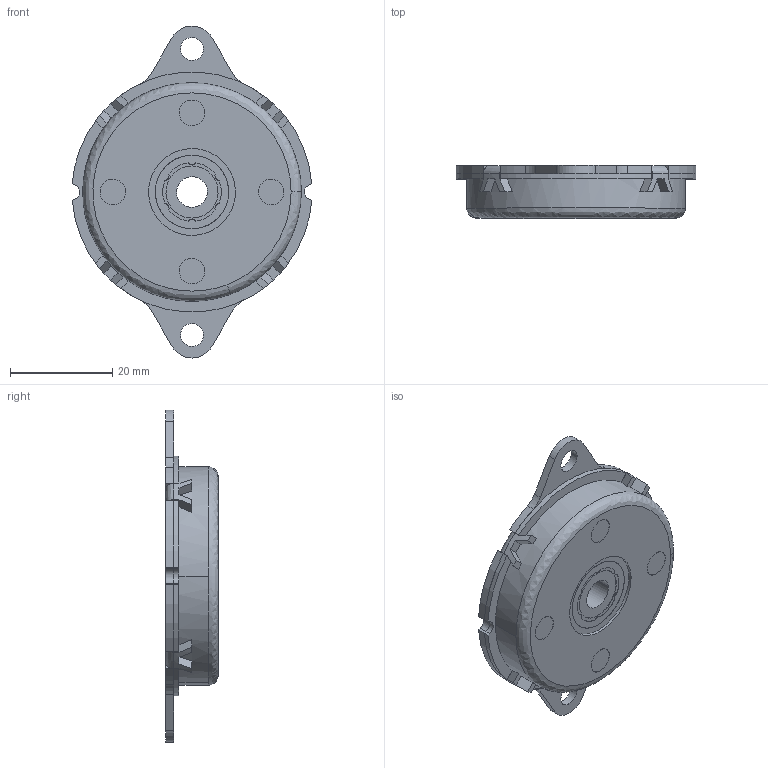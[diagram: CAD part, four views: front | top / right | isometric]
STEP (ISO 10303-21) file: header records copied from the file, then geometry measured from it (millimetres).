
FILE_DESCRIPTION((''),'2;1');
FILE_NAME('','2005-04-20T11:41:33',(''),(''),'','CADfix','');
FILE_SCHEMA(('AUTOMOTIVE_DESIGN'));
Length unit declared in the file: millimetre
Products named in the file (3): inner ring; body; TM_275_20_LL_1080_36
Assembly tree (2 placements, depth 2):
  TM_275_20_LL_1080_36
    inner ring
    body
Bounding box: 46.89 x 10.3 x 65 mm (x, y, z)
Volume: 15252.3 mm3; surface area: 6866.1 mm2
Topology: 2 solids, 2 shells, 169 faces, 521 edges, 368 vertices
Faces by surface type: bspline 169
Entity records: 6029 total; most frequent: CARTESIAN_POINT 3155, ORIENTED_EDGE 1042, EDGE_CURVE 521, VERTEX_POINT 368, QUASI_UNIFORM_CURVE 219, EDGE_LOOP 189, FACE_OUTER_BOUND 169, ADVANCED_FACE 169
